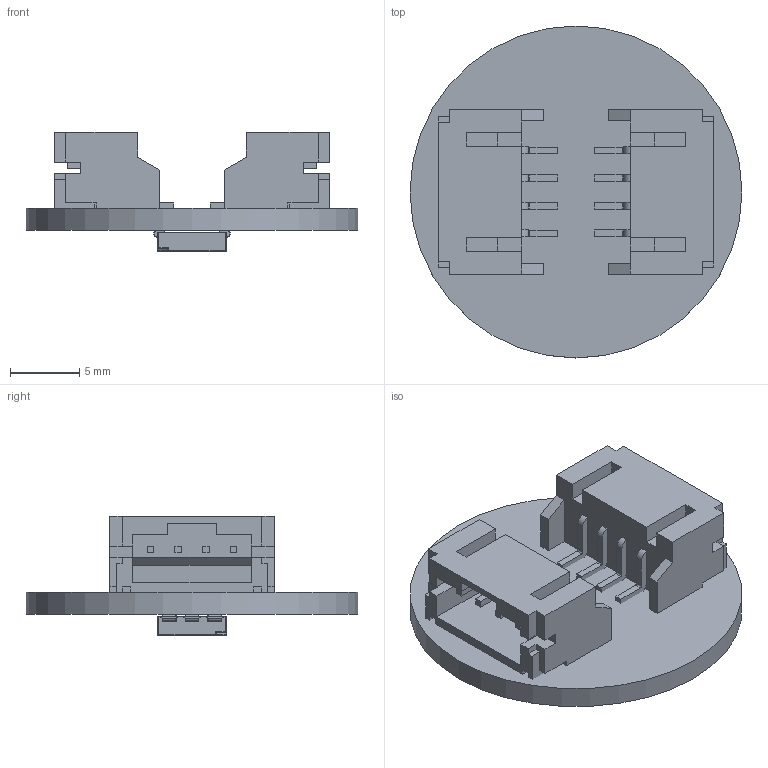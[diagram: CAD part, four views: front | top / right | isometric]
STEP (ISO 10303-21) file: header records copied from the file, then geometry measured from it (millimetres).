
FILE_DESCRIPTION(/* description */ (''),/* implementation_level */ '2;1');
FILE_NAME(/* name */ '47620b5a-fbcd-4405-b2e3-d3ec9b578f9f.zip.stp',/* time_stamp */ '2019-10-31T18:31:25+00:00',/* author */ (''),/* organization */ (''),/* preprocessor_version */ 'ST-DEVELOPER v18',/* originating_system */ 'Autodesk Translation Framework v8.9.1.1155',/* authorisation */ '');
FILE_SCHEMA (('AUTOMOTIVE_DESIGN { 1 0 10303 214 3 1 1 }'));
Length unit declared in the file: millimetre
Products named in the file (5): MateLightScrewCap; PCB Component; Board; APA102; S4B-PH-SM4-TB
Assembly tree (5 placements, depth 3):
  MateLightScrewCap
    PCB Component
      Board
      APA102
      S4B-PH-SM4-TB  x2
Bounding box: 24 x 24 x 8.63 mm (x, y, z)
Volume: 1224.3 mm3; surface area: 2286.2 mm2
Topology: 5 solids, 5 shells, 636 faces, 1795 edges, 1178 vertices
Faces by surface type: plane 426, cylinder 154, torus 45, bspline 8, cone 2, sphere 1
Full cylindrical faces by diameter (mm): 0.08 x13, 0.7 x6, 24 x1
Entity records: 17245 total; most frequent: CARTESIAN_POINT 3067, ORIENTED_EDGE 2934, DIRECTION 2916, EDGE_CURVE 1467, LINE 1050, VECTOR 1050, VERTEX_POINT 960, AXIS2_PLACEMENT_3D 933
